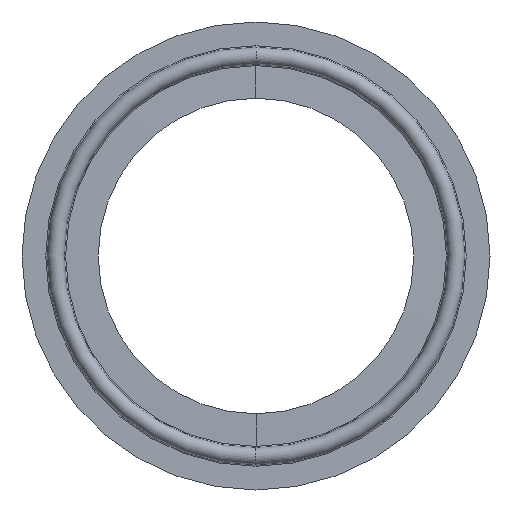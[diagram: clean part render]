
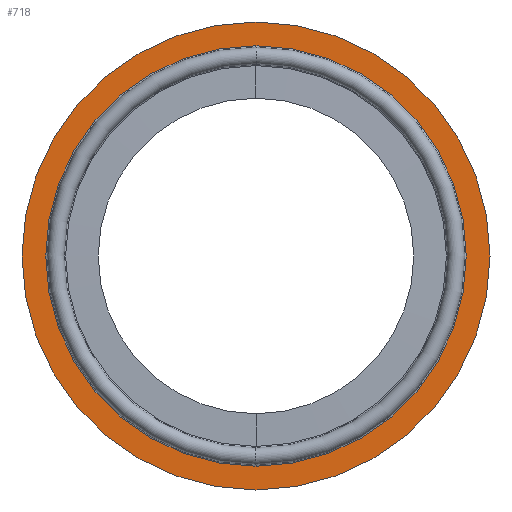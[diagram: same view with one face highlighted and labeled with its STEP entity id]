
A CAD part, left-side view. The second image highlights one B-rep face of the part: STEP entity #718.
In plain terms, the highlighted planar face has unit normal (-1, 0, 0).
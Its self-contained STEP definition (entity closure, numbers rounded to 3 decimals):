
#48 = ORIENTED_EDGE ( 'NONE', *, *, #64, .T. ) ;
#64 = EDGE_CURVE ( 'NONE', #555, #349, #770, .T. ) ;
#70 = ORIENTED_EDGE ( 'NONE', *, *, #376, .T. ) ;
#149 = ORIENTED_EDGE ( 'NONE', *, *, #594, .T. ) ;
#173 = CARTESIAN_POINT ( 'NONE',  ( -0.9, 0., 33. ) ) ;
#195 = DIRECTION ( 'NONE',  ( 0., 0., -1. ) ) ;
#237 = DIRECTION ( 'NONE',  ( 1., 0., 0. ) ) ;
#239 = DIRECTION ( 'NONE',  ( 0., 0., -1. ) ) ;
#290 = PLANE ( 'NONE',  #509 ) ;
#302 = DIRECTION ( 'NONE',  ( 0., 0., 1. ) ) ;
#332 = CARTESIAN_POINT ( 'NONE',  ( -0.9, 0., 29.65 ) ) ;
#343 = ORIENTED_EDGE ( 'NONE', *, *, #808, .T. ) ;
#349 = VERTEX_POINT ( 'NONE', #645 ) ;
#376 = EDGE_CURVE ( 'NONE', #411, #710, #802, .T. ) ;
#387 = EDGE_LOOP ( 'NONE', ( #343, #48 ) ) ;
#393 = DIRECTION ( 'NONE',  ( -1., 0., 0. ) ) ;
#411 = VERTEX_POINT ( 'NONE', #173 ) ;
#416 = CARTESIAN_POINT ( 'NONE',  ( -0.9, 29.45, 0. ) ) ;
#445 = CARTESIAN_POINT ( 'NONE',  ( -0.9, 0., 0. ) ) ;
#486 = CARTESIAN_POINT ( 'NONE',  ( -0.9, 0., -33. ) ) ;
#500 = DIRECTION ( 'NONE',  ( -1., 0., 0. ) ) ;
#509 = AXIS2_PLACEMENT_3D ( 'NONE', #416, #633, #569 ) ;
#514 = DIRECTION ( 'NONE',  ( 1., 0., 0. ) ) ;
#526 = AXIS2_PLACEMENT_3D ( 'NONE', #445, #514, #239 ) ;
#555 = VERTEX_POINT ( 'NONE', #332 ) ;
#569 = DIRECTION ( 'NONE',  ( 0., 0., -1. ) ) ;
#593 = CARTESIAN_POINT ( 'NONE',  ( -0.9, 0., 0. ) ) ;
#594 = EDGE_CURVE ( 'NONE', #710, #411, #899, .T. ) ;
#615 = AXIS2_PLACEMENT_3D ( 'NONE', #593, #500, #302 ) ;
#633 = DIRECTION ( 'NONE',  ( 1., 0., 0. ) ) ;
#645 = CARTESIAN_POINT ( 'NONE',  ( -0.9, 0., -29.65 ) ) ;
#656 = EDGE_LOOP ( 'NONE', ( #70, #149 ) ) ;
#659 = CIRCLE ( 'NONE', #526, 29.65 ) ;
#688 = FACE_BOUND ( 'NONE', #387, .T. ) ;
#702 = FACE_OUTER_BOUND ( 'NONE', #656, .T. ) ;
#710 = VERTEX_POINT ( 'NONE', #486 ) ;
#718 = ADVANCED_FACE ( 'NONE', ( #688, #702 ), #290, .F. ) ;
#732 = DIRECTION ( 'NONE',  ( 0., 0., 1. ) ) ;
#737 = CARTESIAN_POINT ( 'NONE',  ( -0.9, 0., 0. ) ) ;
#770 = CIRCLE ( 'NONE', #866, 29.65 ) ;
#802 = CIRCLE ( 'NONE', #615, 33. ) ;
#808 = EDGE_CURVE ( 'NONE', #349, #555, #659, .T. ) ;
#858 = AXIS2_PLACEMENT_3D ( 'NONE', #737, #393, #732 ) ;
#865 = CARTESIAN_POINT ( 'NONE',  ( -0.9, 0., 0. ) ) ;
#866 = AXIS2_PLACEMENT_3D ( 'NONE', #865, #237, #195 ) ;
#899 = CIRCLE ( 'NONE', #858, 33. ) ;
